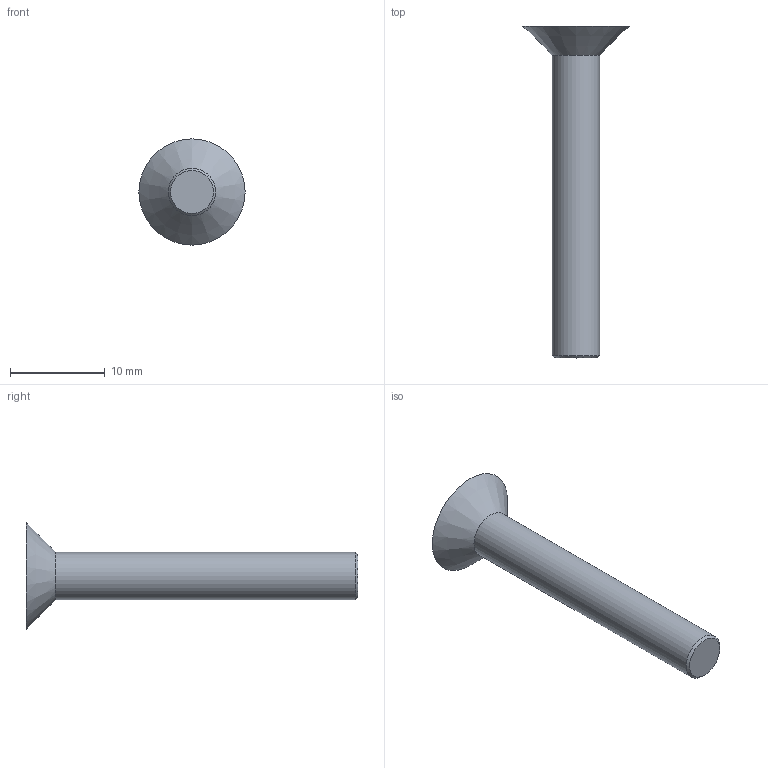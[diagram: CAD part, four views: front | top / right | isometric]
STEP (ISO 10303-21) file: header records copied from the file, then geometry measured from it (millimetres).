
FILE_DESCRIPTION(/* description */ ('Senkkopfschraube ISO 10642 - M5 x 35'),/* implementation_level */ '2;1');
FILE_NAME(/* name */ '212215-0.step',/* time_stamp */ '2021-08-27T13:59:54+02:00',/* author */ ('Trenz'),/* organization */ (''),/* preprocessor_version */ 'ST-DEVELOPER v18.1',/* originating_system */ 'Autodesk Inventor 2021',/* authorisation */ '');
FILE_SCHEMA (('AUTOMOTIVE_DESIGN { 1 0 10303 214 3 1 1 }'));
Length unit declared in the file: millimetre
Products named in the file (1): leer
Bounding box: 11.2 x 35 x 11.2 mm (x, y, z)
Volume: 778.6 mm3; surface area: 748.2 mm2
Topology: 1 solids, 1 shells, 12 faces, 25 edges, 16 vertices
Faces by surface type: plane 9, cone 2, cylinder 1
Full cylindrical faces by diameter (mm): 5 x1
Entity records: 379 total; most frequent: DIRECTION 55, CARTESIAN_POINT 54, ORIENTED_EDGE 50, EDGE_CURVE 25, LINE 21, VECTOR 21, AXIS2_PLACEMENT_3D 17, VERTEX_POINT 16
